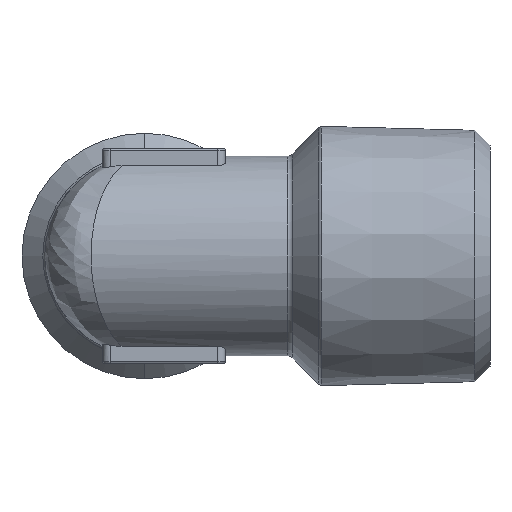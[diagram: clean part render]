
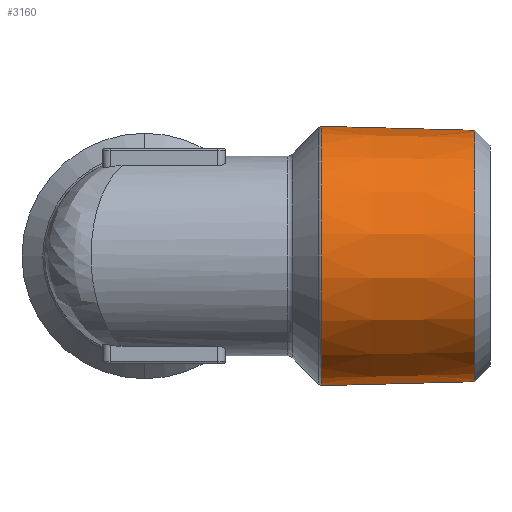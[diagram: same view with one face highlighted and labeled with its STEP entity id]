
A CAD part, left-side view. The second image highlights one B-rep face of the part: STEP entity #3160.
In plain terms, the highlighted conical face has half-angle 1.47 degrees and reference radius 8.488 mm.
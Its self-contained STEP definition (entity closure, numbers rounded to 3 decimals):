
#477 = DIRECTION ( 'NONE',  ( 0., 0., -1. ) ) ;
#478 = DIRECTION ( 'NONE',  ( 0., 1., 0. ) ) ;
#479 = AXIS2_PLACEMENT_3D ( 'NONE', #517, #478, #477 ) ;
#480 = CIRCLE ( 'NONE', #479, 8.449 ) ;
#517 = CARTESIAN_POINT ( 'NONE',  ( 0., -11.488, 0. ) ) ;
#722 = LINE ( 'NONE', #726, #725 ) ;
#724 = DIRECTION ( 'NONE',  ( 0., 1., 0.026 ) ) ;
#725 = VECTOR ( 'NONE', #724, 1000. ) ;
#726 = CARTESIAN_POINT ( 'NONE',  ( 0., -10., 8.488 ) ) ;
#735 = CARTESIAN_POINT ( 'NONE',  ( 0., -11.488, -8.449 ) ) ;
#736 = CARTESIAN_POINT ( 'NONE',  ( 0., -11.488, 8.449 ) ) ;
#737 = DIRECTION ( 'NONE',  ( 0., 1., -0.026 ) ) ;
#738 = VECTOR ( 'NONE', #737, 1000. ) ;
#739 = CARTESIAN_POINT ( 'NONE',  ( 0., -10., -8.488 ) ) ;
#744 = LINE ( 'NONE', #739, #738 ) ;
#1656 = CARTESIAN_POINT ( 'NONE',  ( 0., -21.5, -8.192 ) ) ;
#1687 = CARTESIAN_POINT ( 'NONE',  ( 0., -21.5, 8.192 ) ) ;
#1937 = VERTEX_POINT ( 'NONE', #1687 ) ;
#1938 = VERTEX_POINT ( 'NONE', #1656 ) ;
#1953 = EDGE_CURVE ( 'NONE', #1938, #1958, #744, .T. ) ;
#1958 = VERTEX_POINT ( 'NONE', #735 ) ;
#1966 = EDGE_CURVE ( 'NONE', #1937, #1967, #722, .T. ) ;
#1967 = VERTEX_POINT ( 'NONE', #736 ) ;
#2397 = EDGE_CURVE ( 'NONE', #1958, #1967, #480, .T. ) ;
#3055 = DIRECTION ( 'NONE',  ( 0., 0., -1. ) ) ;
#3056 = DIRECTION ( 'NONE',  ( 0., -1., 0. ) ) ;
#3057 = CARTESIAN_POINT ( 'NONE',  ( 0., -21.5, 0. ) ) ;
#3058 = AXIS2_PLACEMENT_3D ( 'NONE', #3057, #3056, #3055 ) ;
#3059 = CIRCLE ( 'NONE', #3058, 8.192 ) ;
#3087 = DIRECTION ( 'NONE',  ( 0., 0., 1. ) ) ;
#3088 = DIRECTION ( 'NONE',  ( 0., 1., 0. ) ) ;
#3089 = AXIS2_PLACEMENT_3D ( 'NONE', #3095, #3088, #3087 ) ;
#3090 = CONICAL_SURFACE ( 'NONE', #3089, 8.488, 0.026 ) ;
#3091 = FACE_OUTER_BOUND ( 'NONE', #3168, .T. ) ;
#3095 = CARTESIAN_POINT ( 'NONE',  ( 0., -10., 0. ) ) ;
#3143 = EDGE_CURVE ( 'NONE', #1937, #1938, #3059, .T. ) ;
#3158 = ORIENTED_EDGE ( 'NONE', *, *, #1953, .F. ) ;
#3159 = ORIENTED_EDGE ( 'NONE', *, *, #3143, .F. ) ;
#3160 = ADVANCED_FACE ( 'NONE', ( #3091 ), #3090, .T. ) ;
#3168 = EDGE_LOOP ( 'NONE', ( #3158, #3159, #3172, #3170 ) ) ;
#3170 = ORIENTED_EDGE ( 'NONE', *, *, #2397, .F. ) ;
#3172 = ORIENTED_EDGE ( 'NONE', *, *, #1966, .T. ) ;
